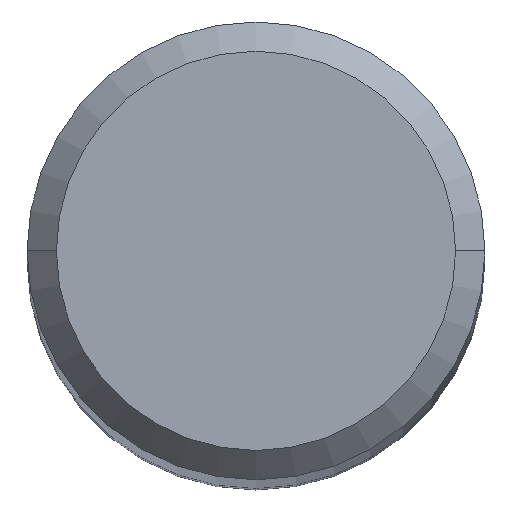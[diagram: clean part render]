
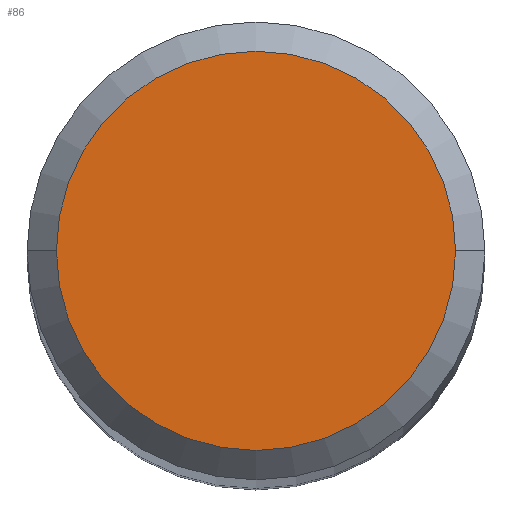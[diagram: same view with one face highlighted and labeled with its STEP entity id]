
A CAD part, top view. The second image highlights one B-rep face of the part: STEP entity #86.
In plain terms, the highlighted planar face has unit normal (0, 0, 1).
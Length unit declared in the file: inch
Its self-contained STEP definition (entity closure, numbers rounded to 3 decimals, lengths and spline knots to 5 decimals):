
#6 = CARTESIAN_POINT ( 'NONE',  ( 0.13625, 0., 0. ) ) ;
#18 = AXIS2_PLACEMENT_3D ( 'NONE', #122, #333, #250 ) ;
#29 = VERTEX_POINT ( 'NONE', #315 ) ;
#32 = CARTESIAN_POINT ( 'NONE',  ( 0., 0.13625, 0. ) ) ;
#86 = ADVANCED_FACE ( 'NONE', ( #153 ), #149, .F. ) ;
#102 = CARTESIAN_POINT ( 'NONE',  ( 0., 0., 0. ) ) ;
#109 = EDGE_CURVE ( 'NONE', #29, #152, #360, .T. ) ;
#110 = ORIENTED_EDGE ( 'NONE', *, *, #339, .T. ) ;
#112 = CIRCLE ( 'NONE', #300, 0.13625 ) ;
#122 = CARTESIAN_POINT ( 'NONE',  ( 0., 0., 0. ) ) ;
#133 = DIRECTION ( 'NONE',  ( 1., 0., 0. ) ) ;
#149 = PLANE ( 'NONE',  #357 ) ;
#152 = VERTEX_POINT ( 'NONE', #6 ) ;
#153 = FACE_OUTER_BOUND ( 'NONE', #365, .T. ) ;
#231 = DIRECTION ( 'NONE',  ( -1., 0., 0. ) ) ;
#250 = DIRECTION ( 'NONE',  ( 1., 0., 0. ) ) ;
#282 = DIRECTION ( 'NONE',  ( 0., 0., 1. ) ) ;
#300 = AXIS2_PLACEMENT_3D ( 'NONE', #102, #282, #133 ) ;
#315 = CARTESIAN_POINT ( 'NONE',  ( -0.13625, 0., 0. ) ) ;
#329 = ORIENTED_EDGE ( 'NONE', *, *, #109, .T. ) ;
#333 = DIRECTION ( 'NONE',  ( 0., 0., 1. ) ) ;
#339 = EDGE_CURVE ( 'NONE', #152, #29, #112, .T. ) ;
#345 = DIRECTION ( 'NONE',  ( 0., 0., -1. ) ) ;
#357 = AXIS2_PLACEMENT_3D ( 'NONE', #32, #345, #231 ) ;
#360 = CIRCLE ( 'NONE', #18, 0.13625 ) ;
#365 = EDGE_LOOP ( 'NONE', ( #329, #110 ) ) ;
